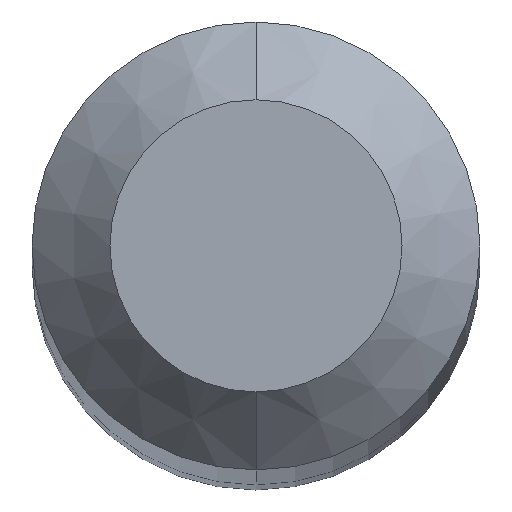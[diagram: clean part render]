
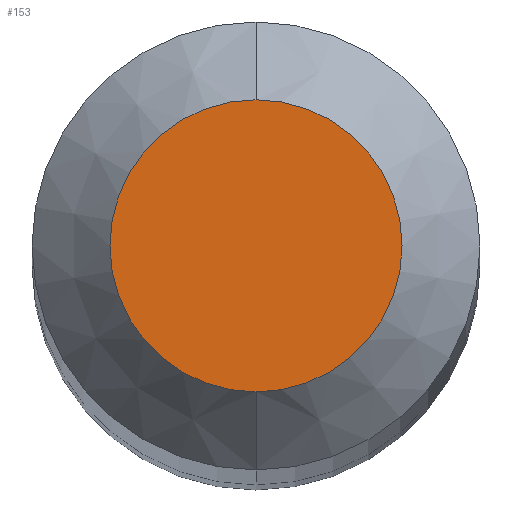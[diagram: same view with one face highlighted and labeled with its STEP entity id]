
A CAD part, top view. The second image highlights one B-rep face of the part: STEP entity #153.
In plain terms, the highlighted planar face has unit normal (0, 0, 1).
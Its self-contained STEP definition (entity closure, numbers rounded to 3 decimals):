
#18 = AXIS2_PLACEMENT_3D ( 'NONE', #230, #71, #144 ) ;
#40 = CARTESIAN_POINT ( 'NONE',  ( 0., 0., 30. ) ) ;
#48 = CARTESIAN_POINT ( 'NONE',  ( 0., -0.375, 30. ) ) ;
#49 = VERTEX_POINT ( 'NONE', #256 ) ;
#67 = VERTEX_POINT ( 'NONE', #48 ) ;
#71 = DIRECTION ( 'NONE',  ( 0., 0., -1. ) ) ;
#128 = ORIENTED_EDGE ( 'NONE', *, *, #220, .F. ) ;
#133 = CIRCLE ( 'NONE', #18, 0.375 ) ;
#144 = DIRECTION ( 'NONE',  ( 0., 1., 0. ) ) ;
#153 = ADVANCED_FACE ( 'NONE', ( #292 ), #173, .F. ) ;
#166 = DIRECTION ( 'NONE',  ( 0., 0., -1. ) ) ;
#173 = PLANE ( 'NONE',  #174 ) ;
#174 = AXIS2_PLACEMENT_3D ( 'NONE', #40, #166, #198 ) ;
#198 = DIRECTION ( 'NONE',  ( 0., 1., 0. ) ) ;
#207 = ORIENTED_EDGE ( 'NONE', *, *, #231, .F. ) ;
#208 = AXIS2_PLACEMENT_3D ( 'NONE', #247, #324, #321 ) ;
#217 = EDGE_LOOP ( 'NONE', ( #128, #207 ) ) ;
#220 = EDGE_CURVE ( 'NONE', #49, #67, #133, .T. ) ;
#221 = CIRCLE ( 'NONE', #208, 0.375 ) ;
#230 = CARTESIAN_POINT ( 'NONE',  ( 0., 0., 30. ) ) ;
#231 = EDGE_CURVE ( 'NONE', #67, #49, #221, .T. ) ;
#247 = CARTESIAN_POINT ( 'NONE',  ( 0., 0., 30. ) ) ;
#256 = CARTESIAN_POINT ( 'NONE',  ( 0., 0.375, 30. ) ) ;
#292 = FACE_OUTER_BOUND ( 'NONE', #217, .T. ) ;
#321 = DIRECTION ( 'NONE',  ( 0., 1., 0. ) ) ;
#324 = DIRECTION ( 'NONE',  ( 0., 0., -1. ) ) ;
